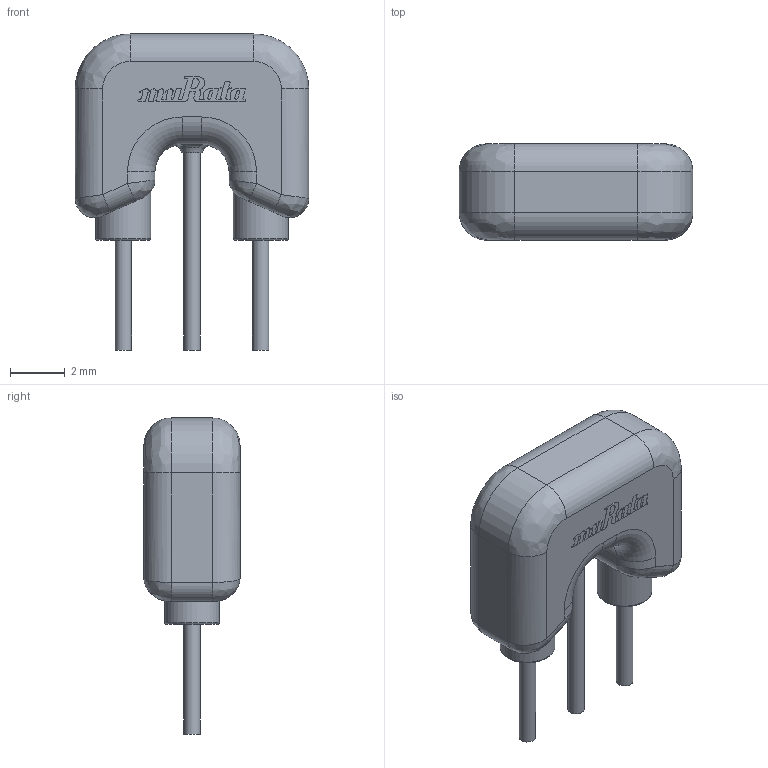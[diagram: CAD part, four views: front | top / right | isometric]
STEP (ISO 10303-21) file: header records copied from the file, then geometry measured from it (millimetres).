
FILE_DESCRIPTION(/* description */ (''),/* implementation_level */ '2;1');
FILE_NAME(/* name */ 'Murata DSS1NB31H104Q91A.stp',/* time_stamp */ '2020-09-23T23:21:12-04:00',/* author */ ('Ricardo'),/* organization */ (''),/* preprocessor_version */ 'ST-DEVELOPER v18',/* originating_system */ 'Autodesk Inventor 2020',/* authorisation */ '');
FILE_SCHEMA (('AUTOMOTIVE_DESIGN { 1 0 10303 214 3 1 1 }'));
Length unit declared in the file: millimetre
Products named in the file (5): Murata DSS1NB31H104Q91A; body; terminals; dielectric; logo
Assembly tree (4 placements, depth 2):
  Murata DSS1NB31H104Q91A
    body
    terminals
    dielectric
    logo
Bounding box: 8.5 x 3.5 x 11.5 mm (x, y, z)
Volume: 173.8 mm3; surface area: 283.9 mm2
Topology: 7 solids, 7 shells, 297 faces, 820 edges, 537 vertices
Faces by surface type: bspline 134, plane 101, cylinder 47, torus 14, cone 1
Full cylindrical faces by diameter (mm): 0.6 x5, 2 x2
Entity records: 10652 total; most frequent: CARTESIAN_POINT 3290, ORIENTED_EDGE 1640, DIRECTION 1321, EDGE_CURVE 820, VERTEX_POINT 537, AXIS2_PLACEMENT_3D 448, LINE 425, VECTOR 425
